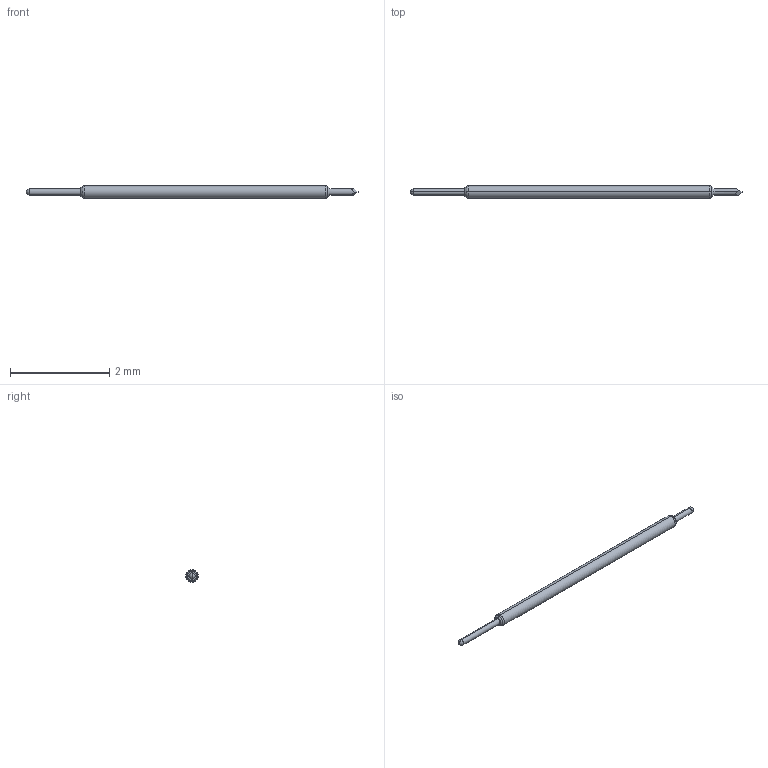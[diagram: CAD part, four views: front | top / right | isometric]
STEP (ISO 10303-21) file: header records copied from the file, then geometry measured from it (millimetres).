
FILE_DESCRIPTION (( 'STEP AP214' ), '1' );
FILE_NAME ('M035PR1440S-S.STEP', '2016-04-08T16:36:34', ( 'spare' ), ( '' ), 'SwSTEP 2.0', 'SolidWorks 2016', '' );
FILE_SCHEMA (( 'AUTOMOTIVE_DESIGN' ));
Length unit declared in the file: inch
Products named in the file (1): M035PR1440S-S
Bounding box: 6.69 x 0.25 x 0.25 mm (x, y, z)
Volume: 0.3 mm3; surface area: 4.6 mm2
Topology: 1 solids, 1 shells, 22 faces, 47 edges, 27 vertices
Faces by surface type: cylinder 6, plane 6, torus 6, cone 4
Entity records: 907 total; most frequent: CARTESIAN_POINT 110, DIRECTION 110, ORIENTED_EDGE 90, AXIS2_PLACEMENT_3D 47, EDGE_CURVE 45, VERTEX_POINT 27, LENGTH_MEASURE_WITH_UNIT 25, DIMENSIONAL_EXPONENTS 25
